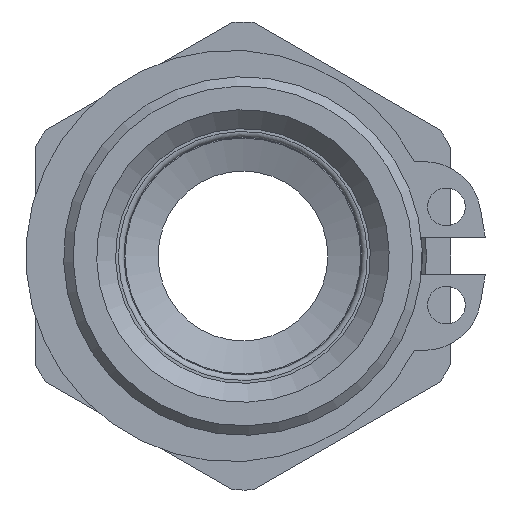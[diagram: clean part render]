
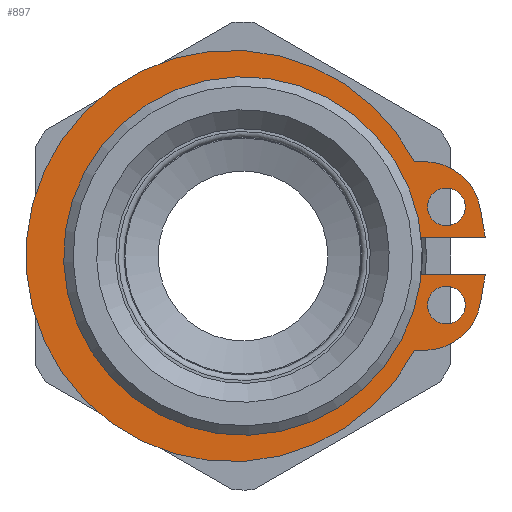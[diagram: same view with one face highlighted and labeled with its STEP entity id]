
A CAD part, left-side view. The second image highlights one B-rep face of the part: STEP entity #897.
In plain terms, the highlighted planar face has unit normal (-1, 0, 0).
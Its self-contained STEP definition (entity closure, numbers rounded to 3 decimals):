
#66=FACE_BOUND('',#181,.T.);
#67=FACE_BOUND('',#182,.T.);
#79=PLANE('',#981);
#126=FACE_OUTER_BOUND('',#180,.T.);
#180=EDGE_LOOP('',(#655,#656,#657,#658,#659,#660,#661,#662,#663,#664,#665));
#181=EDGE_LOOP('',(#666));
#182=EDGE_LOOP('',(#667));
#240=LINE('',#1397,#307);
#243=LINE('',#1403,#310);
#244=LINE('',#1405,#311);
#245=LINE('',#1411,#312);
#246=LINE('',#1413,#313);
#247=LINE('',#1417,#314);
#307=VECTOR('',#1112,10.);
#310=VECTOR('',#1117,10.);
#311=VECTOR('',#1118,10.);
#312=VECTOR('',#1123,10.);
#313=VECTOR('',#1124,10.);
#314=VECTOR('',#1127,10.);
#378=CIRCLE('',#979,3.);
#379=CIRCLE('',#982,9.);
#380=CIRCLE('',#983,9.);
#381=CIRCLE('',#984,3.);
#382=CIRCLE('',#985,10.9);
#383=CIRCLE('',#986,1.);
#384=CIRCLE('',#987,1.);
#437=VERTEX_POINT('',#1390);
#438=VERTEX_POINT('',#1392);
#439=VERTEX_POINT('',#1396);
#441=VERTEX_POINT('',#1402);
#442=VERTEX_POINT('',#1404);
#443=VERTEX_POINT('',#1406);
#444=VERTEX_POINT('',#1408);
#445=VERTEX_POINT('',#1410);
#446=VERTEX_POINT('',#1412);
#447=VERTEX_POINT('',#1414);
#448=VERTEX_POINT('',#1416);
#449=VERTEX_POINT('',#1419);
#450=VERTEX_POINT('',#1421);
#520=EDGE_CURVE('',#437,#438,#378,.T.);
#522=EDGE_CURVE('',#438,#439,#240,.T.);
#525=EDGE_CURVE('',#441,#437,#243,.T.);
#526=EDGE_CURVE('',#442,#441,#244,.T.);
#527=EDGE_CURVE('',#443,#442,#379,.T.);
#528=EDGE_CURVE('',#444,#443,#380,.T.);
#529=EDGE_CURVE('',#445,#444,#245,.T.);
#530=EDGE_CURVE('',#446,#445,#246,.T.);
#531=EDGE_CURVE('',#447,#446,#381,.T.);
#532=EDGE_CURVE('',#448,#447,#247,.T.);
#533=EDGE_CURVE('',#439,#448,#382,.T.);
#534=EDGE_CURVE('',#449,#449,#383,.T.);
#535=EDGE_CURVE('',#450,#450,#384,.T.);
#655=ORIENTED_EDGE('',*,*,#520,.F.);
#656=ORIENTED_EDGE('',*,*,#525,.F.);
#657=ORIENTED_EDGE('',*,*,#526,.F.);
#658=ORIENTED_EDGE('',*,*,#527,.F.);
#659=ORIENTED_EDGE('',*,*,#528,.F.);
#660=ORIENTED_EDGE('',*,*,#529,.F.);
#661=ORIENTED_EDGE('',*,*,#530,.F.);
#662=ORIENTED_EDGE('',*,*,#531,.F.);
#663=ORIENTED_EDGE('',*,*,#532,.F.);
#664=ORIENTED_EDGE('',*,*,#533,.F.);
#665=ORIENTED_EDGE('',*,*,#522,.F.);
#666=ORIENTED_EDGE('',*,*,#534,.T.);
#667=ORIENTED_EDGE('',*,*,#535,.T.);
#897=ADVANCED_FACE('',(#126,#66,#67),#79,.F.);
#979=AXIS2_PLACEMENT_3D('',#1393,#1107,#1108);
#981=AXIS2_PLACEMENT_3D('',#1401,#1115,#1116);
#982=AXIS2_PLACEMENT_3D('',#1407,#1119,#1120);
#983=AXIS2_PLACEMENT_3D('',#1409,#1121,#1122);
#984=AXIS2_PLACEMENT_3D('',#1415,#1125,#1126);
#985=AXIS2_PLACEMENT_3D('',#1418,#1128,#1129);
#986=AXIS2_PLACEMENT_3D('',#1420,#1130,#1131);
#987=AXIS2_PLACEMENT_3D('',#1422,#1132,#1133);
#1107=DIRECTION('center_axis',(1.,0.,0.));
#1108=DIRECTION('ref_axis',(0.,-0.643,-0.766));
#1112=DIRECTION('',(0.,1.,0.));
#1115=DIRECTION('center_axis',(1.,0.,0.));
#1116=DIRECTION('ref_axis',(0.,0.,
-1.));
#1117=DIRECTION('',(0.,0.174,-0.985));
#1118=DIRECTION('',(0.,-1.,0.));
#1119=DIRECTION('center_axis',(-1.,0.,0.));
#1120=DIRECTION('ref_axis',(0.,-0.744,0.668));
#1121=DIRECTION('center_axis',(-1.,0.,0.));
#1122=DIRECTION('ref_axis',(0.,-0.744,0.668));
#1123=DIRECTION('',(0.,1.,0.));
#1124=DIRECTION('',(0.,-0.174,-0.985));
#1125=DIRECTION('center_axis',(1.,0.,0.));
#1126=DIRECTION('ref_axis',(0.,-0.643,0.766));
#1127=DIRECTION('',(0.,-1.,0.));
#1128=DIRECTION('center_axis',(1.,0.,0.));
#1129=DIRECTION('ref_axis',(0.,-0.889,-0.459));
#1130=DIRECTION('center_axis',(1.,0.,0.));
#1131=DIRECTION('ref_axis',(0.,0.,
-1.));
#1132=DIRECTION('center_axis',(1.,0.,0.));
#1133=DIRECTION('ref_axis',(0.,0.,
-1.));
#1390=CARTESIAN_POINT('',(-2.2,-12.576,-2.521));
#1392=CARTESIAN_POINT('',(-2.2,-9.622,-5.));
#1393=CARTESIAN_POINT('Origin',(-2.2,-9.622,-2.));
#1396=CARTESIAN_POINT('',(-2.2,-9.086,-5.));
#1397=CARTESIAN_POINT('',(-2.2,-12.139,-5.));
#1401=CARTESIAN_POINT('Origin',(-2.2,-1.48,0.));
#1402=CARTESIAN_POINT('',(-2.2,-12.844,-1.));
#1403=CARTESIAN_POINT('',(-2.2,-12.844,-1.));
#1404=CARTESIAN_POINT('',(-2.2,-8.944,-1.));
#1405=CARTESIAN_POINT('',(-2.2,-8.944,-1.));
#1406=CARTESIAN_POINT('',(-2.2,6.694,-6.016));
#1407=CARTESIAN_POINT('Origin',(-2.2,0.,0.));
#1408=CARTESIAN_POINT('',(-2.2,-8.944,1.));
#1409=CARTESIAN_POINT('Origin',(-2.2,0.,0.));
#1410=CARTESIAN_POINT('',(-2.2,-12.844,1.));
#1411=CARTESIAN_POINT('',(-2.2,-12.844,1.));
#1412=CARTESIAN_POINT('',(-2.2,-12.576,2.521));
#1413=CARTESIAN_POINT('',(-2.2,-12.139,5.));
#1414=CARTESIAN_POINT('',(-2.2,-9.622,5.));
#1415=CARTESIAN_POINT('Origin',(-2.2,-9.622,2.));
#1416=CARTESIAN_POINT('',(-2.2,-9.086,5.));
#1417=CARTESIAN_POINT('',(-2.2,-9.086,5.));
#1418=CARTESIAN_POINT('Origin',(-2.2,0.6,0.));
#1419=CARTESIAN_POINT('',(-2.2,-10.78,-1.6));
#1420=CARTESIAN_POINT('Origin',(-2.2,-10.78,-2.6));
#1421=CARTESIAN_POINT('',(-2.2,-10.78,3.6));
#1422=CARTESIAN_POINT('Origin',(-2.2,-10.78,2.6));
